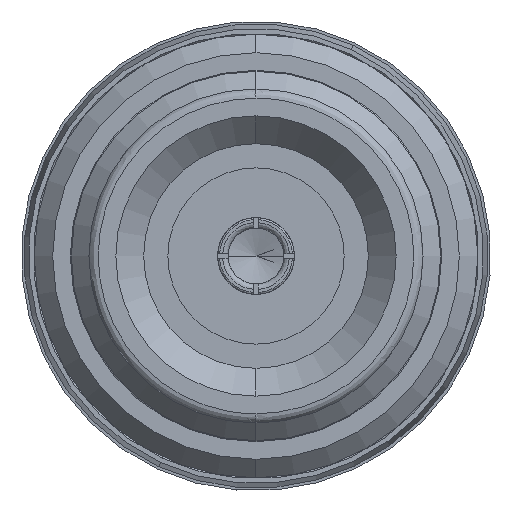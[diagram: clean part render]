
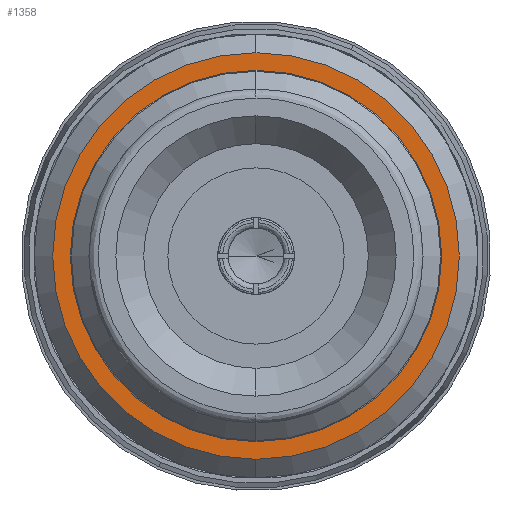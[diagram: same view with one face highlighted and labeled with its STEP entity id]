
A CAD part, left-side view. The second image highlights one B-rep face of the part: STEP entity #1358.
In plain terms, the highlighted planar face has unit normal (-1, 0, 0).
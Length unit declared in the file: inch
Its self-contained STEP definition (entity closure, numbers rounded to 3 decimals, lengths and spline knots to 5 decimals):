
#611 = CARTESIAN_POINT ( 'NONE',  ( -0.47638, 0., 0. ) ) ;
#819 = AXIS2_PLACEMENT_3D ( 'NONE', #1320, #2881, #5232 ) ;
#971 = EDGE_CURVE ( 'NONE', #1143, #6370, #4351, .T. ) ;
#1143 = VERTEX_POINT ( 'NONE', #3036 ) ;
#1234 = DIRECTION ( 'NONE',  ( 1., 0., 0. ) ) ;
#1253 = CARTESIAN_POINT ( 'NONE',  ( -0.47638, 0., 0.4311 ) ) ;
#1320 = CARTESIAN_POINT ( 'NONE',  ( -0.47638, 0., 0. ) ) ;
#1358 = ADVANCED_FACE ( 'NONE', ( #6769, #9694 ), #3531, .T. ) ;
#1557 = DIRECTION ( 'NONE',  ( 0., 0., 1. ) ) ;
#1995 = CARTESIAN_POINT ( 'NONE',  ( -0.47638, 0., 0. ) ) ;
#2042 = ORIENTED_EDGE ( 'NONE', *, *, #971, .T. ) ;
#2677 = EDGE_CURVE ( 'NONE', #6370, #1143, #3758, .T. ) ;
#2723 = CIRCLE ( 'NONE', #9610, 0.31496 ) ;
#2778 = EDGE_LOOP ( 'NONE', ( #4091, #8358 ) ) ;
#2825 = CARTESIAN_POINT ( 'NONE',  ( -0.47638, 0., 0. ) ) ;
#2881 = DIRECTION ( 'NONE',  ( -1., 0., 0. ) ) ;
#2923 = DIRECTION ( 'NONE',  ( -1., 0., 0. ) ) ;
#3036 = CARTESIAN_POINT ( 'NONE',  ( -0.47638, 0., -0.4311 ) ) ;
#3412 = AXIS2_PLACEMENT_3D ( 'NONE', #9736, #2923, #7474 ) ;
#3531 = PLANE ( 'NONE',  #3412 ) ;
#3758 = CIRCLE ( 'NONE', #9344, 0.4311 ) ;
#3927 = VERTEX_POINT ( 'NONE', #6032 ) ;
#4091 = ORIENTED_EDGE ( 'NONE', *, *, #8199, .T. ) ;
#4351 = CIRCLE ( 'NONE', #819, 0.4311 ) ;
#5086 = DIRECTION ( 'NONE',  ( 0., 0., -1. ) ) ;
#5232 = DIRECTION ( 'NONE',  ( 0., 0., 1. ) ) ;
#5840 = CARTESIAN_POINT ( 'NONE',  ( -0.47638, 0., 0.31496 ) ) ;
#6032 = CARTESIAN_POINT ( 'NONE',  ( -0.47638, 0., -0.31496 ) ) ;
#6370 = VERTEX_POINT ( 'NONE', #1253 ) ;
#6390 = DIRECTION ( 'NONE',  ( 0., 0., -1. ) ) ;
#6769 = FACE_OUTER_BOUND ( 'NONE', #7200, .T. ) ;
#6772 = DIRECTION ( 'NONE',  ( -1., 0., 0. ) ) ;
#7200 = EDGE_LOOP ( 'NONE', ( #2042, #7349 ) ) ;
#7349 = ORIENTED_EDGE ( 'NONE', *, *, #2677, .T. ) ;
#7416 = EDGE_CURVE ( 'NONE', #7450, #3927, #9428, .T. ) ;
#7450 = VERTEX_POINT ( 'NONE', #5840 ) ;
#7474 = DIRECTION ( 'NONE',  ( 0., 0., 1. ) ) ;
#7814 = AXIS2_PLACEMENT_3D ( 'NONE', #611, #8899, #5086 ) ;
#8199 = EDGE_CURVE ( 'NONE', #3927, #7450, #2723, .T. ) ;
#8358 = ORIENTED_EDGE ( 'NONE', *, *, #7416, .T. ) ;
#8899 = DIRECTION ( 'NONE',  ( 1., 0., 0. ) ) ;
#9344 = AXIS2_PLACEMENT_3D ( 'NONE', #2825, #6772, #1557 ) ;
#9428 = CIRCLE ( 'NONE', #7814, 0.31496 ) ;
#9610 = AXIS2_PLACEMENT_3D ( 'NONE', #1995, #1234, #6390 ) ;
#9694 = FACE_BOUND ( 'NONE', #2778, .T. ) ;
#9736 = CARTESIAN_POINT ( 'NONE',  ( -0.47638, 0.31496, 0. ) ) ;
